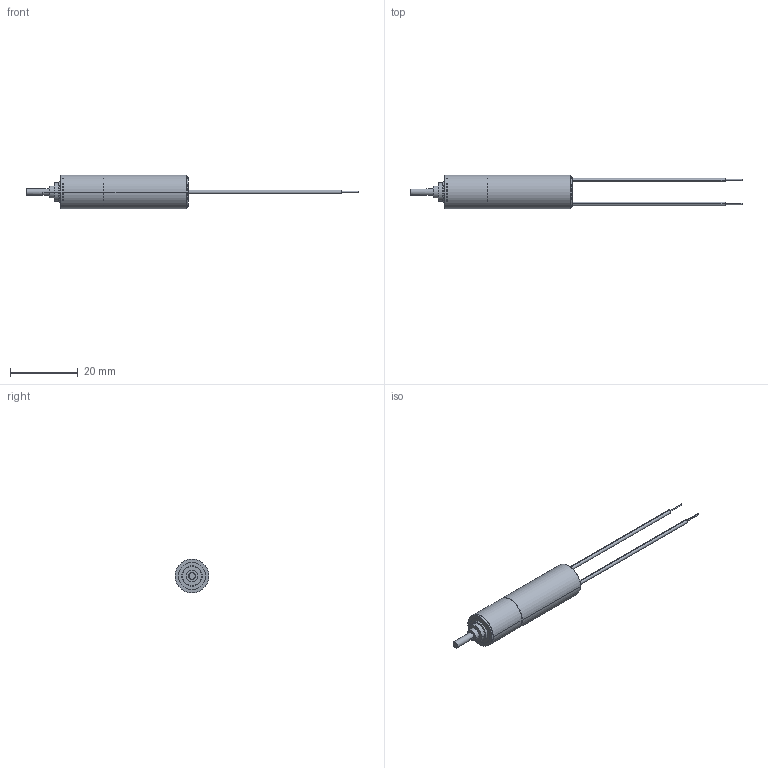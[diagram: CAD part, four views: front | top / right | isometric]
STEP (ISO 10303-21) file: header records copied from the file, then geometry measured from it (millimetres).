
FILE_DESCRIPTION((''),'2;1');
FILE_NAME('4696320000810_SW0001','2023-04-23T15:37:15',('BU5.RD'),(''),'CREO PARAMETRIC BY PTC INC, 2018100','CREO PARAMETRIC BY PTC INC, 2018100','');
FILE_SCHEMA(('CONFIG_CONTROL_DESIGN'));
Length unit declared in the file: millimetre
Products named in the file (1): 4696320000810_SW0001
Bounding box: 97.75 x 10 x 10 mm (x, y, z)
Volume: 3088.3 mm3; surface area: 1753.6 mm2
Topology: 1 solids, 1 shells, 62 faces, 125 edges, 78 vertices
Faces by surface type: cylinder 32, plane 17, cone 13
Entity records: 1676 total; most frequent: DIRECTION 322, CARTESIAN_POINT 271, ORIENTED_EDGE 250, AXIS2_PLACEMENT_3D 137, EDGE_CURVE 125, VERTEX_POINT 78, EDGE_LOOP 75, CIRCLE 75
